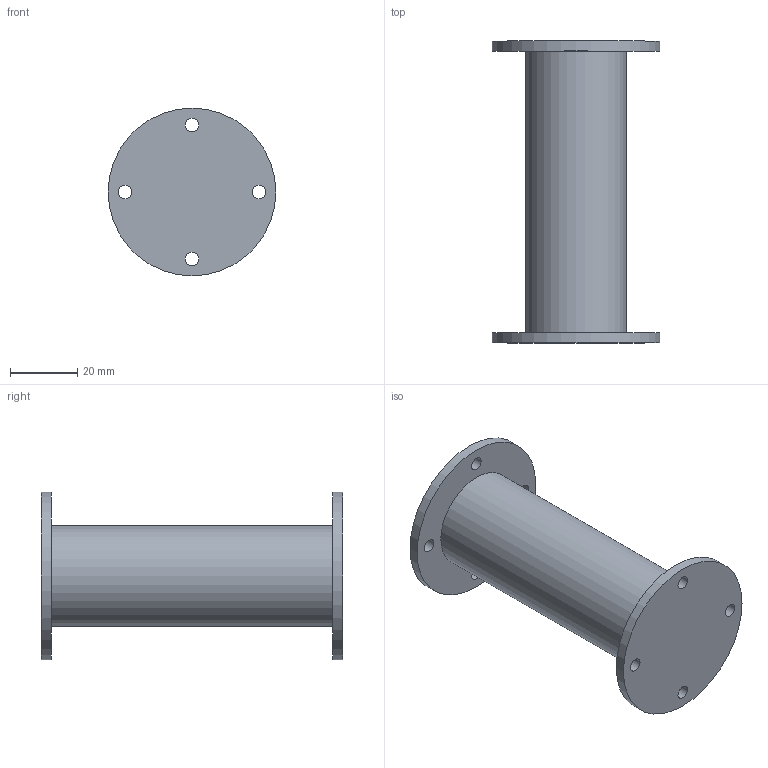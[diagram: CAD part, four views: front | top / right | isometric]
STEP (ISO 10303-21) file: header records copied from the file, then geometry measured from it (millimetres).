
FILE_DESCRIPTION(/* description */ (''),/* implementation_level */ '2;1');
FILE_NAME(/* name */ 'Legs v4.step',/* time_stamp */ '2017-03-17T11:50:18+01:00',/* author */ (''),/* organization */ (''),/* preprocessor_version */ 'ST-DEVELOPER v16.5',/* originating_system */ 'Autodesk Translation Framework v5.2.0.2920',/* authorisation */ '');
FILE_SCHEMA (('AUTOMOTIVE_DESIGN { 1 0 10303 214 3 1 1 }'));
Length unit declared in the file: millimetre
Products named in the file (1): Legs v4
Bounding box: 50 x 90 x 50 mm (x, y, z)
Volume: 70855.5 mm3; surface area: 15400.1 mm2
Topology: 1 solids, 1 shells, 15 faces, 33 edges, 22 vertices
Faces by surface type: cylinder 11, plane 4
Full cylindrical faces by diameter (mm): 4 x8, 30 x1, 50 x2
Entity records: 428 total; most frequent: DIRECTION 76, CARTESIAN_POINT 60, EDGE_LOOP 44, ORIENTED_EDGE 44, AXIS2_PLACEMENT_3D 38, FACE_BOUND 29, CIRCLE 22, VERTEX_POINT 22
